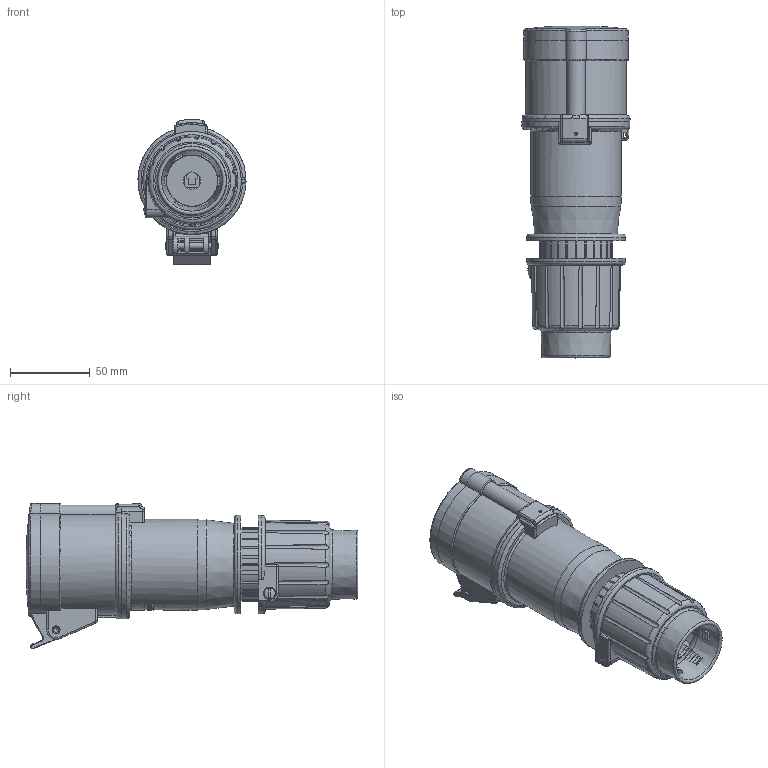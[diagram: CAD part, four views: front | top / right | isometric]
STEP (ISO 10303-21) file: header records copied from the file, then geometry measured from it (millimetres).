
FILE_DESCRIPTION(/* description */ (''),/* implementation_level */ '2;1');
FILE_NAME(/* name */ '4003571.stp',/* time_stamp */ '2019-03-01T11:13:48+01:00',/* author */ (''),/* organization */ (''),/* preprocessor_version */ 'ST-DEVELOPER v16.7',/* originating_system */ 'SIEMENS PLM Software NX 12.0',/* authorisation */ '');
FILE_SCHEMA (('AUTOMOTIVE_DESIGN { 1 0 10303 214 3 1 1 1 }'));
Length unit declared in the file: millimetre
Products named in the file (1): bsom23CC53FBp0gm
Bounding box: 67.98 x 208.77 x 91.8 mm (x, y, z)
Volume: 206841.8 mm3; surface area: 183203.6 mm2
Topology: 10 solids, 10 shells, 1234 faces, 3388 edges, 2226 vertices
Faces by surface type: plane 543, cylinder 361, cone 150, torus 125, bspline 45, sphere 6, extrusion 4
Full cylindrical faces by diameter (mm): 1.5 x1, 1.8 x3, 2 x1, 2.4 x1, 2.7 x3, 3 x3, 4 x1, 4.2 x2, 4.3 x2, 4.4 x3, 4.5 x1, 5 x5, 5.5 x2, 6 x1, 6.9 x1, 7 x1, 7.3 x2, 7.938 x1, 8.5 x2, 9.4 x1, 10.5 x1, 11 x3, 13 x1, 14.3 x1, 14.4 x1, 17.5 x1, 17.6 x1, 20.6 x1, 20.7 x1, 23.8 x1
Entity records: 47993 total; most frequent: CARTESIAN_POINT 17945, ORIENTED_EDGE 6414, DIRECTION 5902, EDGE_CURVE 3207, AXIS2_PLACEMENT_3D 2255, VERTEX_POINT 2173, EDGE_LOOP 1466, VECTOR 1392
